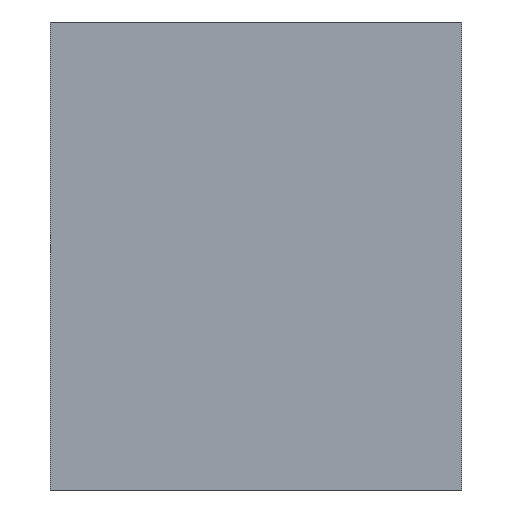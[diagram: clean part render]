
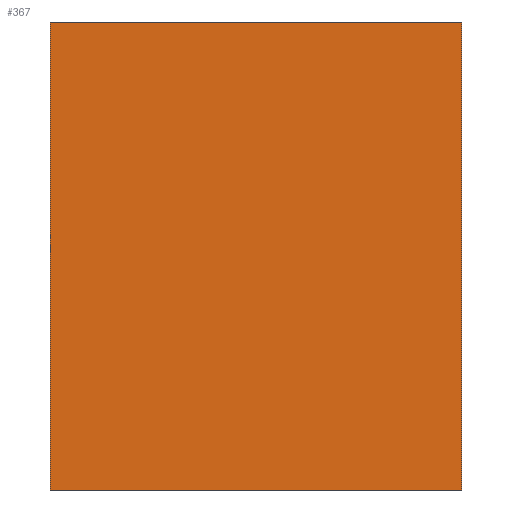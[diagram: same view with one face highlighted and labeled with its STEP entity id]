
A CAD part, left-side view. The second image highlights one B-rep face of the part: STEP entity #367.
In plain terms, the highlighted planar face has unit normal (-1, 0, 0).
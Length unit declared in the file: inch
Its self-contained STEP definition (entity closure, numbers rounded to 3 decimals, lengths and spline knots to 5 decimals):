
#4 = LINE ( 'NONE', #380, #474 ) ;
#5 = ORIENTED_EDGE ( 'NONE', *, *, #67, .T. ) ;
#6 = CARTESIAN_POINT ( 'NONE',  ( -0.00984, 0., 0.09843 ) ) ;
#21 = CARTESIAN_POINT ( 'NONE',  ( -0.00984, 0.17323, 0.09843 ) ) ;
#67 = EDGE_CURVE ( 'NONE', #270, #328, #149, .T. ) ;
#71 = VECTOR ( 'NONE', #137, 39.37008 ) ;
#82 = ORIENTED_EDGE ( 'NONE', *, *, #417, .F. ) ;
#112 = EDGE_CURVE ( 'NONE', #272, #270, #300, .T. ) ;
#124 = CARTESIAN_POINT ( 'NONE',  ( -0.00984, 0.17323, 0.09843 ) ) ;
#133 = VERTEX_POINT ( 'NONE', #124 ) ;
#137 = DIRECTION ( 'NONE',  ( 0., -1., 0. ) ) ;
#148 = AXIS2_PLACEMENT_3D ( 'NONE', #283, #289, #353 ) ;
#149 = LINE ( 'NONE', #276, #431 ) ;
#166 = DIRECTION ( 'NONE',  ( 0., 0., 1. ) ) ;
#191 = FACE_OUTER_BOUND ( 'NONE', #442, .T. ) ;
#193 = ORIENTED_EDGE ( 'NONE', *, *, #112, .T. ) ;
#203 = PLANE ( 'NONE',  #148 ) ;
#270 = VERTEX_POINT ( 'NONE', #342 ) ;
#272 = VERTEX_POINT ( 'NONE', #438 ) ;
#273 = DIRECTION ( 'NONE',  ( 0., 0., 1. ) ) ;
#276 = CARTESIAN_POINT ( 'NONE',  ( -0.00984, 0., 0.09843 ) ) ;
#283 = CARTESIAN_POINT ( 'NONE',  ( -0.00984, 0.17323, 0.09843 ) ) ;
#289 = DIRECTION ( 'NONE',  ( 1., 0., 0. ) ) ;
#300 = LINE ( 'NONE', #407, #335 ) ;
#328 = VERTEX_POINT ( 'NONE', #6 ) ;
#335 = VECTOR ( 'NONE', #404, 39.37008 ) ;
#342 = CARTESIAN_POINT ( 'NONE',  ( -0.00984, 0., -0.09843 ) ) ;
#353 = DIRECTION ( 'NONE',  ( 0., 0., -1. ) ) ;
#354 = EDGE_CURVE ( 'NONE', #272, #133, #4, .T. ) ;
#367 = ADVANCED_FACE ( 'NONE', ( #191 ), #203, .F. ) ;
#368 = LINE ( 'NONE', #21, #71 ) ;
#380 = CARTESIAN_POINT ( 'NONE',  ( -0.00984, 0.17323, 0.09843 ) ) ;
#404 = DIRECTION ( 'NONE',  ( 0., -1., 0. ) ) ;
#407 = CARTESIAN_POINT ( 'NONE',  ( -0.00984, 0.17323, -0.09843 ) ) ;
#417 = EDGE_CURVE ( 'NONE', #133, #328, #368, .T. ) ;
#425 = ORIENTED_EDGE ( 'NONE', *, *, #354, .F. ) ;
#431 = VECTOR ( 'NONE', #273, 39.37008 ) ;
#438 = CARTESIAN_POINT ( 'NONE',  ( -0.00984, 0.17323, -0.09843 ) ) ;
#442 = EDGE_LOOP ( 'NONE', ( #5, #82, #425, #193 ) ) ;
#474 = VECTOR ( 'NONE', #166, 39.37008 ) ;
